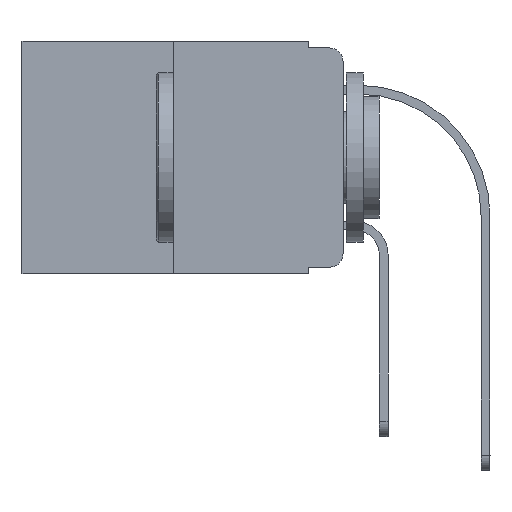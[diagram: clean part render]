
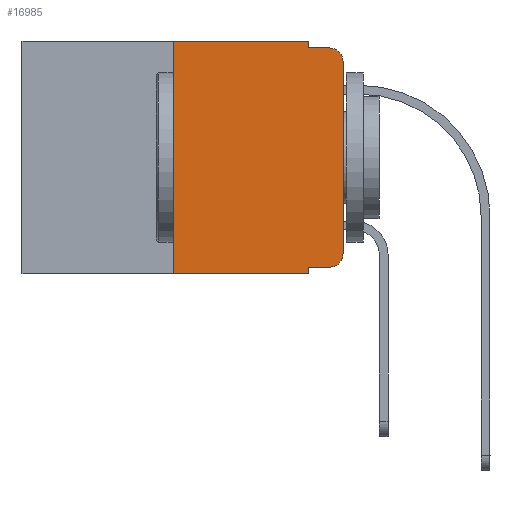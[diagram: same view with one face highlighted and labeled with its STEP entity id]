
A CAD part, left-side view. The second image highlights one B-rep face of the part: STEP entity #16985.
In plain terms, the highlighted planar face has unit normal (-1, 0, 0).
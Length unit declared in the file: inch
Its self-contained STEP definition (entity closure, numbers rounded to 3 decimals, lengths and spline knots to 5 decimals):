
#859 = DIRECTION ( 'NONE',  ( 0., 0., -1. ) ) ;
#882 = CARTESIAN_POINT ( 'NONE',  ( 0., 0.02, -0.333 ) ) ;
#900 = VECTOR ( 'NONE', #19337, 39.37008 ) ;
#943 = EDGE_CURVE ( 'NONE', #15631, #12849, #17863, .T. ) ;
#991 = CIRCLE ( 'NONE', #14911, 0.02 ) ;
#1095 = ORIENTED_EDGE ( 'NONE', *, *, #21182, .F. ) ;
#1341 = FACE_OUTER_BOUND ( 'NONE', #9616, .T. ) ;
#1479 = DIRECTION ( 'NONE',  ( 0., -1., 0. ) ) ;
#1743 = CARTESIAN_POINT ( 'NONE',  ( 0., 0.051, -0.333 ) ) ;
#1812 = EDGE_CURVE ( 'NONE', #18597, #22341, #991, .T. ) ;
#1955 = VECTOR ( 'NONE', #2427, 39.37008 ) ;
#2406 = VERTEX_POINT ( 'NONE', #13578 ) ;
#2427 = DIRECTION ( 'NONE',  ( 0., -1., 0. ) ) ;
#2521 = AXIS2_PLACEMENT_3D ( 'NONE', #13395, #20834, #11786 ) ;
#2561 = ORIENTED_EDGE ( 'NONE', *, *, #1812, .T. ) ;
#2650 = CARTESIAN_POINT ( 'NONE',  ( 0., 0.473, -0.343 ) ) ;
#3311 = CARTESIAN_POINT ( 'NONE',  ( 0., 0.25, 0. ) ) ;
#3349 = CARTESIAN_POINT ( 'NONE',  ( 0., 0.051, -0.01 ) ) ;
#3491 = EDGE_CURVE ( 'NONE', #2406, #12885, #7080, .T. ) ;
#3740 = CARTESIAN_POINT ( 'NONE',  ( 0., 0.473, 0. ) ) ;
#4174 = CARTESIAN_POINT ( 'NONE',  ( 0., 0., -0.313 ) ) ;
#4826 = CARTESIAN_POINT ( 'NONE',  ( 0., 0.051, 0. ) ) ;
#5247 = ORIENTED_EDGE ( 'NONE', *, *, #7451, .F. ) ;
#5551 = CARTESIAN_POINT ( 'NONE',  ( 0., 0., 0. ) ) ;
#6516 = LINE ( 'NONE', #10396, #16281 ) ;
#6580 = CARTESIAN_POINT ( 'NONE',  ( 0., 0., -0.03 ) ) ;
#6896 = CARTESIAN_POINT ( 'NONE',  ( 0., 0.02, -0.01 ) ) ;
#7035 = VECTOR ( 'NONE', #7406, 39.37008 ) ;
#7059 = DIRECTION ( 'NONE',  ( 1., 0., 0. ) ) ;
#7080 = LINE ( 'NONE', #3349, #23414 ) ;
#7212 = DIRECTION ( 'NONE',  ( 0., -1., 0. ) ) ;
#7406 = DIRECTION ( 'NONE',  ( 0., 0., 1. ) ) ;
#7451 = EDGE_CURVE ( 'NONE', #11972, #24201, #13220, .T. ) ;
#7785 = LINE ( 'NONE', #5551, #7035 ) ;
#8466 = EDGE_CURVE ( 'NONE', #15631, #18597, #14703, .T. ) ;
#8859 = ORIENTED_EDGE ( 'NONE', *, *, #3491, .F. ) ;
#8974 = CARTESIAN_POINT ( 'NONE',  ( 0., 0.02, -0.313 ) ) ;
#9616 = EDGE_LOOP ( 'NONE', ( #15910, #17245, #8859, #1095, #5247, #18694, #17895, #23925, #23443, #2561 ) ) ;
#10235 = VERTEX_POINT ( 'NONE', #24467 ) ;
#10302 = LINE ( 'NONE', #23106, #900 ) ;
#10396 = CARTESIAN_POINT ( 'NONE',  ( 0., 0.051, 0. ) ) ;
#10642 = VECTOR ( 'NONE', #859, 39.37008 ) ;
#11308 = VERTEX_POINT ( 'NONE', #6580 ) ;
#11351 = DIRECTION ( 'NONE',  ( 0., -1., 0. ) ) ;
#11786 = DIRECTION ( 'NONE',  ( 0., 0., -1. ) ) ;
#11972 = VERTEX_POINT ( 'NONE', #3311 ) ;
#12075 = EDGE_CURVE ( 'NONE', #11308, #12885, #19185, .T. ) ;
#12849 = VERTEX_POINT ( 'NONE', #19585 ) ;
#12885 = VERTEX_POINT ( 'NONE', #6896 ) ;
#13220 = LINE ( 'NONE', #3740, #13445 ) ;
#13395 = CARTESIAN_POINT ( 'NONE',  ( 0., 0.02, -0.03 ) ) ;
#13445 = VECTOR ( 'NONE', #11351, 39.37008 ) ;
#13578 = CARTESIAN_POINT ( 'NONE',  ( 0., 0.051, -0.01 ) ) ;
#13611 = DIRECTION ( 'NONE',  ( 0., 0., -1. ) ) ;
#14217 = VECTOR ( 'NONE', #1479, 39.37008 ) ;
#14703 = LINE ( 'NONE', #1743, #14217 ) ;
#14911 = AXIS2_PLACEMENT_3D ( 'NONE', #8974, #15583, #13611 ) ;
#15583 = DIRECTION ( 'NONE',  ( -1., 0., 0. ) ) ;
#15631 = VERTEX_POINT ( 'NONE', #16728 ) ;
#15910 = ORIENTED_EDGE ( 'NONE', *, *, #18738, .T. ) ;
#16281 = VECTOR ( 'NONE', #23914, 39.37008 ) ;
#16504 = PLANE ( 'NONE',  #19158 ) ;
#16728 = CARTESIAN_POINT ( 'NONE',  ( 0., 0.051, -0.333 ) ) ;
#16985 = ADVANCED_FACE ( 'NONE', ( #1341 ), #16504, .F. ) ;
#17182 = EDGE_CURVE ( 'NONE', #10235, #11972, #10302, .T. ) ;
#17245 = ORIENTED_EDGE ( 'NONE', *, *, #12075, .T. ) ;
#17326 = LINE ( 'NONE', #2650, #1955 ) ;
#17863 = LINE ( 'NONE', #4826, #10642 ) ;
#17895 = ORIENTED_EDGE ( 'NONE', *, *, #20972, .T. ) ;
#18597 = VERTEX_POINT ( 'NONE', #882 ) ;
#18694 = ORIENTED_EDGE ( 'NONE', *, *, #17182, .F. ) ;
#18738 = EDGE_CURVE ( 'NONE', #22341, #11308, #7785, .T. ) ;
#19158 = AXIS2_PLACEMENT_3D ( 'NONE', #24087, #7059, #20363 ) ;
#19185 = CIRCLE ( 'NONE', #2521, 0.02 ) ;
#19337 = DIRECTION ( 'NONE',  ( 0., 0., 1. ) ) ;
#19585 = CARTESIAN_POINT ( 'NONE',  ( 0., 0.051, -0.343 ) ) ;
#20363 = DIRECTION ( 'NONE',  ( 0., 0., -1. ) ) ;
#20834 = DIRECTION ( 'NONE',  ( -1., 0., 0. ) ) ;
#20972 = EDGE_CURVE ( 'NONE', #10235, #12849, #17326, .T. ) ;
#21182 = EDGE_CURVE ( 'NONE', #24201, #2406, #6516, .T. ) ;
#22026 = CARTESIAN_POINT ( 'NONE',  ( 0., 0.051, 0. ) ) ;
#22341 = VERTEX_POINT ( 'NONE', #4174 ) ;
#23106 = CARTESIAN_POINT ( 'NONE',  ( 0., 0.25, 0. ) ) ;
#23414 = VECTOR ( 'NONE', #7212, 39.37008 ) ;
#23443 = ORIENTED_EDGE ( 'NONE', *, *, #8466, .T. ) ;
#23914 = DIRECTION ( 'NONE',  ( 0., 0., -1. ) ) ;
#23925 = ORIENTED_EDGE ( 'NONE', *, *, #943, .F. ) ;
#24087 = CARTESIAN_POINT ( 'NONE',  ( 0., 0.473, 0. ) ) ;
#24201 = VERTEX_POINT ( 'NONE', #22026 ) ;
#24467 = CARTESIAN_POINT ( 'NONE',  ( 0., 0.25, -0.343 ) ) ;
